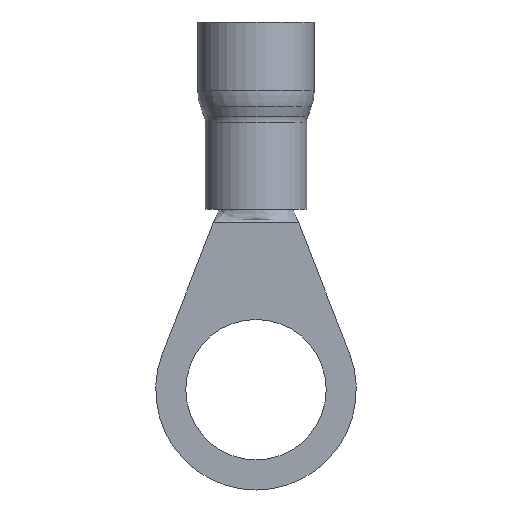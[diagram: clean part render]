
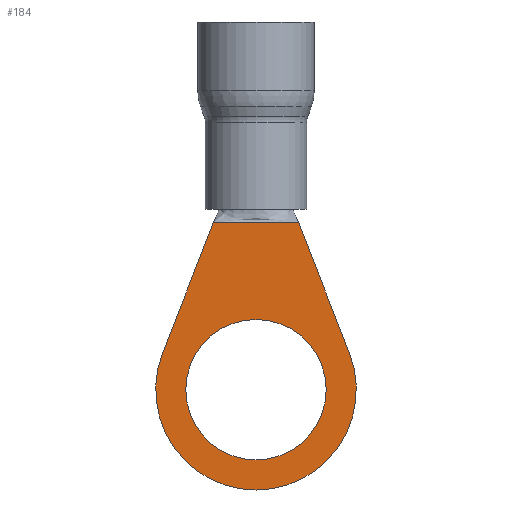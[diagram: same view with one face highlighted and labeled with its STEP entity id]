
A CAD part, front view. The second image highlights one B-rep face of the part: STEP entity #184.
In plain terms, the highlighted planar face has unit normal (0, -1, 0).
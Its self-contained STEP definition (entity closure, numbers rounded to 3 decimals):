
#31 = AXIS2_PLACEMENT_3D ( 'NONE', #1139, #1868, #223 ) ;
#51 = VERTEX_POINT ( 'NONE', #2347 ) ;
#66 = EDGE_CURVE ( 'NONE', #51, #110, #1186, .T. ) ;
#76 = EDGE_CURVE ( 'NONE', #510, #1553, #2181, .T. ) ;
#110 = VERTEX_POINT ( 'NONE', #1287 ) ;
#168 = ORIENTED_EDGE ( 'NONE', *, *, #1364, .F. ) ;
#184 = ADVANCED_FACE ( 'NONE', ( #1128, #594 ), #740, .F. ) ;
#223 = DIRECTION ( 'NONE',  ( 0., 0., 1. ) ) ;
#262 = DIRECTION ( 'NONE',  ( -1., 0., 0. ) ) ;
#272 = EDGE_CURVE ( 'NONE', #1631, #51, #770, .T. ) ;
#278 = LINE ( 'NONE', #2258, #2233 ) ;
#298 = AXIS2_PLACEMENT_3D ( 'NONE', #1729, #2111, #451 ) ;
#318 = VECTOR ( 'NONE', #690, 1000. ) ;
#344 = AXIS2_PLACEMENT_3D ( 'NONE', #1778, #2383, #737 ) ;
#364 = VECTOR ( 'NONE', #2091, 1000. ) ;
#431 = CARTESIAN_POINT ( 'NONE',  ( 0., 0., -5.25 ) ) ;
#451 = DIRECTION ( 'NONE',  ( 0., 0., 1. ) ) ;
#455 = ORIENTED_EDGE ( 'NONE', *, *, #1587, .T. ) ;
#469 = DIRECTION ( 'NONE',  ( 0., 1., 0. ) ) ;
#510 = VERTEX_POINT ( 'NONE', #2213 ) ;
#518 = LINE ( 'NONE', #843, #318 ) ;
#557 = VERTEX_POINT ( 'NONE', #719 ) ;
#594 = FACE_BOUND ( 'NONE', #1322, .T. ) ;
#659 = EDGE_CURVE ( 'NONE', #1553, #510, #2361, .T. ) ;
#690 = DIRECTION ( 'NONE',  ( 0.362, 0., 0.932 ) ) ;
#719 = CARTESIAN_POINT ( 'NONE',  ( 3.189, 0., 12.5 ) ) ;
#737 = DIRECTION ( 'NONE',  ( 0., 0., 1. ) ) ;
#740 = PLANE ( 'NONE',  #31 ) ;
#770 = CIRCLE ( 'NONE', #298, 7.5 ) ;
#828 = CARTESIAN_POINT ( 'NONE',  ( 6.991, 0., 2.717 ) ) ;
#843 = CARTESIAN_POINT ( 'NONE',  ( -2.8, 0., 13.5 ) ) ;
#895 = CARTESIAN_POINT ( 'NONE',  ( -3.189, 0., 12.5 ) ) ;
#974 = ORIENTED_EDGE ( 'NONE', *, *, #76, .T. ) ;
#1087 = ORIENTED_EDGE ( 'NONE', *, *, #66, .F. ) ;
#1128 = FACE_OUTER_BOUND ( 'NONE', #2156, .T. ) ;
#1139 = CARTESIAN_POINT ( 'NONE',  ( 0., 0., 0. ) ) ;
#1177 = CARTESIAN_POINT ( 'NONE',  ( 2.8, 0., 13.5 ) ) ;
#1186 = CIRCLE ( 'NONE', #344, 7.5 ) ;
#1287 = CARTESIAN_POINT ( 'NONE',  ( -6.991, 0., 2.717 ) ) ;
#1322 = EDGE_LOOP ( 'NONE', ( #1890, #974 ) ) ;
#1345 = DIRECTION ( 'NONE',  ( 0., 0., 1. ) ) ;
#1364 = EDGE_CURVE ( 'NONE', #110, #1821, #518, .T. ) ;
#1518 = AXIS2_PLACEMENT_3D ( 'NONE', #1546, #469, #1345 ) ;
#1546 = CARTESIAN_POINT ( 'NONE',  ( 0., 0., 0. ) ) ;
#1553 = VERTEX_POINT ( 'NONE', #431 ) ;
#1577 = EDGE_CURVE ( 'NONE', #557, #1631, #1712, .T. ) ;
#1587 = EDGE_CURVE ( 'NONE', #557, #1821, #278, .T. ) ;
#1631 = VERTEX_POINT ( 'NONE', #828 ) ;
#1712 = LINE ( 'NONE', #1177, #364 ) ;
#1729 = CARTESIAN_POINT ( 'NONE',  ( 0., 0., 0. ) ) ;
#1778 = CARTESIAN_POINT ( 'NONE',  ( 0., 0., 0. ) ) ;
#1821 = VERTEX_POINT ( 'NONE', #895 ) ;
#1845 = ORIENTED_EDGE ( 'NONE', *, *, #1577, .F. ) ;
#1868 = DIRECTION ( 'NONE',  ( 0., 1., 0. ) ) ;
#1890 = ORIENTED_EDGE ( 'NONE', *, *, #659, .T. ) ;
#1947 = AXIS2_PLACEMENT_3D ( 'NONE', #2168, #1988, #2364 ) ;
#1988 = DIRECTION ( 'NONE',  ( 0., 1., 0. ) ) ;
#2091 = DIRECTION ( 'NONE',  ( 0.362, 0., -0.932 ) ) ;
#2111 = DIRECTION ( 'NONE',  ( 0., 1., 0. ) ) ;
#2156 = EDGE_LOOP ( 'NONE', ( #1845, #455, #168, #1087, #2198 ) ) ;
#2168 = CARTESIAN_POINT ( 'NONE',  ( 0., 0., 0. ) ) ;
#2181 = CIRCLE ( 'NONE', #1947, 5.25 ) ;
#2198 = ORIENTED_EDGE ( 'NONE', *, *, #272, .F. ) ;
#2213 = CARTESIAN_POINT ( 'NONE',  ( 0., 0., 5.25 ) ) ;
#2233 = VECTOR ( 'NONE', #262, 1000. ) ;
#2258 = CARTESIAN_POINT ( 'NONE',  ( 0., 0., 12.5 ) ) ;
#2347 = CARTESIAN_POINT ( 'NONE',  ( 0., 0., -7.5 ) ) ;
#2361 = CIRCLE ( 'NONE', #1518, 5.25 ) ;
#2364 = DIRECTION ( 'NONE',  ( 0., 0., 1. ) ) ;
#2383 = DIRECTION ( 'NONE',  ( 0., 1., 0. ) ) ;
